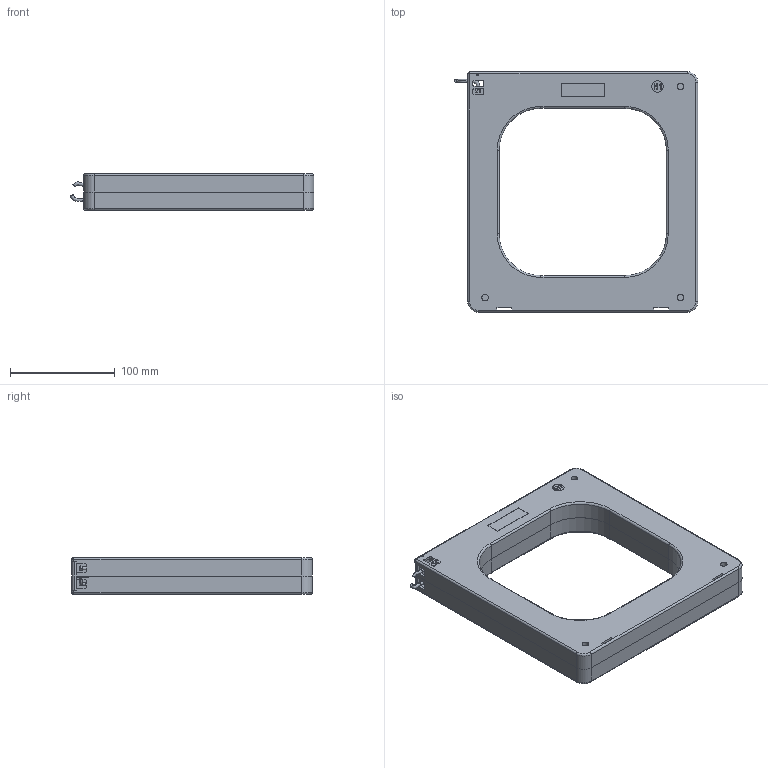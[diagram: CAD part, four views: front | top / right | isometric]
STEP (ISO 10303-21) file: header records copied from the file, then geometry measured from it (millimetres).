
FILE_DESCRIPTION(/* description */ ('STEP AP214'),/* implementation_level */ '2;1');
FILE_NAME(/* name */ 'AcuCT S650 (SCTH34Y-160)_customer version.step',/* time_stamp */ '2025-06-06T16:53:07-04:00',/* author */ (''),/* organization */ (''),/* preprocessor_version */ 'ST-DEVELOPER v20.1',/* originating_system */ 'Autodesk Translation Framework v14.10.0.0',/* authorisation */ '');
FILE_SCHEMA (('AUTOMOTIVE_DESIGN { 1 0 10303 214 3 1 1 }'));
Length unit declared in the file: millimetre
Products named in the file (7): S650ZX; S650ZX(2)^S650ZX; ^S650ZX(2)_S650ZX; ^_S650ZX(2)_S650ZX; 复件 (2) ^_S650ZX(2)_S650ZX; 复件 (3) ^_S650ZX(2)_S650ZX; 出线块ZX.step^S650ZX(2)_S650ZX
Assembly tree (6 placements, depth 4):
  S650ZX
    S650ZX(2)^S650ZX
      ^S650ZX(2)_S650ZX
        ^_S650ZX(2)_S650ZX
        复件 (2) ^_S650ZX(2)_S650ZX
        复件 (3) ^_S650ZX(2)_S650ZX
      出线块ZX.step^S650ZX(2)_S650ZX
Bounding box: 232.99 x 230 x 35 mm (x, y, z)
Volume: 768845.4 mm3; surface area: 245606.3 mm2
Topology: 4 solids, 5 shells, 907 faces, 2494 edges, 1629 vertices
Faces by surface type: plane 675, cylinder 178, cone 20, torus 18, bspline 16
Full cylindrical faces by diameter (mm): 1.8 x2, 1.9 x2, 2 x4, 2.1 x2, 3 x6, 5.2 x2, 6.2 x6, 8 x3, 9.4 x3, 11 x2
Entity records: 31962 total; most frequent: CARTESIAN_POINT 8412, ORIENTED_EDGE 4988, DIRECTION 4682, EDGE_CURVE 2494, LINE 2012, VECTOR 2012, VERTEX_POINT 1629, AXIS2_PLACEMENT_3D 1335
